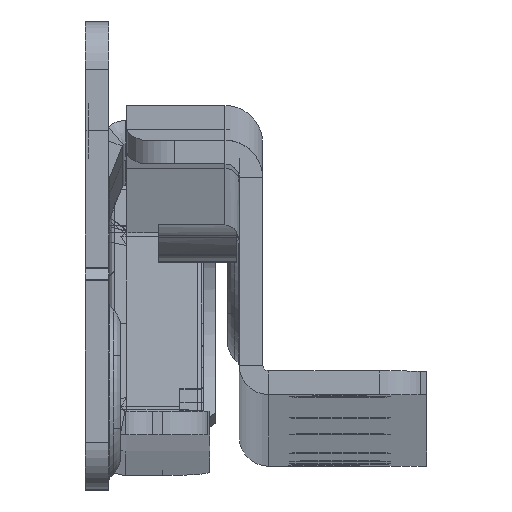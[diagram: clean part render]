
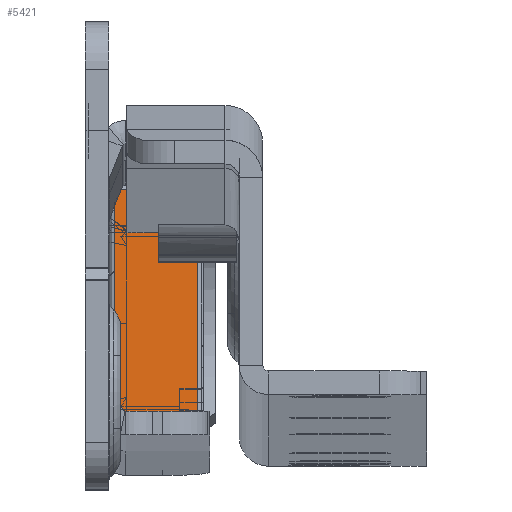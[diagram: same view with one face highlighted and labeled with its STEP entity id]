
A CAD part, top view. The second image highlights one B-rep face of the part: STEP entity #5421.
In plain terms, the highlighted face is planar.
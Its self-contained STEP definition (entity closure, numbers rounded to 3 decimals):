
#467 = VECTOR ( 'NONE', #12121, 1000. ) ;
#482 = CARTESIAN_POINT ( 'NONE',  ( 0., -11., 0.5 ) ) ;
#674 = LINE ( 'NONE', #482, #4264 ) ;
#1033 = CARTESIAN_POINT ( 'NONE',  ( 0., 11., 0.5 ) ) ;
#1529 = EDGE_CURVE ( 'NONE', #2852, #2798, #5119, .T. ) ;
#1845 = ORIENTED_EDGE ( 'NONE', *, *, #11024, .F. ) ;
#1915 = EDGE_CURVE ( 'NONE', #2798, #2327, #674, .T. ) ;
#2327 = VERTEX_POINT ( 'NONE', #4552 ) ;
#2798 = VERTEX_POINT ( 'NONE', #1033 ) ;
#2852 = VERTEX_POINT ( 'NONE', #5104 ) ;
#3241 = VECTOR ( 'NONE', #11151, 1000. ) ;
#3261 = VECTOR ( 'NONE', #4719, 1000. ) ;
#3364 = EDGE_LOOP ( 'NONE', ( #7143, #8094, #1845, #9917 ) ) ;
#3466 = VERTEX_POINT ( 'NONE', #3948 ) ;
#3948 = CARTESIAN_POINT ( 'NONE',  ( 0., -11., 7.5 ) ) ;
#3951 = CARTESIAN_POINT ( 'NONE',  ( 0., -11., 7.5 ) ) ;
#4264 = VECTOR ( 'NONE', #10661, 1000. ) ;
#4552 = CARTESIAN_POINT ( 'NONE',  ( 0., -11., 0.5 ) ) ;
#4719 = DIRECTION ( 'NONE',  ( 0., 0., -1. ) ) ;
#4922 = PLANE ( 'NONE',  #7826 ) ;
#4948 = LINE ( 'NONE', #6674, #3261 ) ;
#5060 = CARTESIAN_POINT ( 'NONE',  ( 0., -11., 8. ) ) ;
#5104 = CARTESIAN_POINT ( 'NONE',  ( 0., 11., 7.5 ) ) ;
#5119 = LINE ( 'NONE', #8124, #467 ) ;
#5421 = ADVANCED_FACE ( 'NONE', ( #8130 ), #4922, .T. ) ;
#5455 = EDGE_CURVE ( 'NONE', #3466, #2852, #12910, .T. ) ;
#6674 = CARTESIAN_POINT ( 'NONE',  ( 0., -11., 8. ) ) ;
#7143 = ORIENTED_EDGE ( 'NONE', *, *, #1529, .T. ) ;
#7826 = AXIS2_PLACEMENT_3D ( 'NONE', #5060, #11940, #7990 ) ;
#7990 = DIRECTION ( 'NONE',  ( 0., 0., 1. ) ) ;
#8094 = ORIENTED_EDGE ( 'NONE', *, *, #1915, .T. ) ;
#8124 = CARTESIAN_POINT ( 'NONE',  ( 0., 11., 8. ) ) ;
#8130 = FACE_OUTER_BOUND ( 'NONE', #3364, .T. ) ;
#9917 = ORIENTED_EDGE ( 'NONE', *, *, #5455, .T. ) ;
#10661 = DIRECTION ( 'NONE',  ( 0., -1., 0. ) ) ;
#11024 = EDGE_CURVE ( 'NONE', #3466, #2327, #4948, .T. ) ;
#11151 = DIRECTION ( 'NONE',  ( 0., 1., 0. ) ) ;
#11940 = DIRECTION ( 'NONE',  ( -1., 0., 0. ) ) ;
#12121 = DIRECTION ( 'NONE',  ( 0., 0., -1. ) ) ;
#12910 = LINE ( 'NONE', #3951, #3241 ) ;
